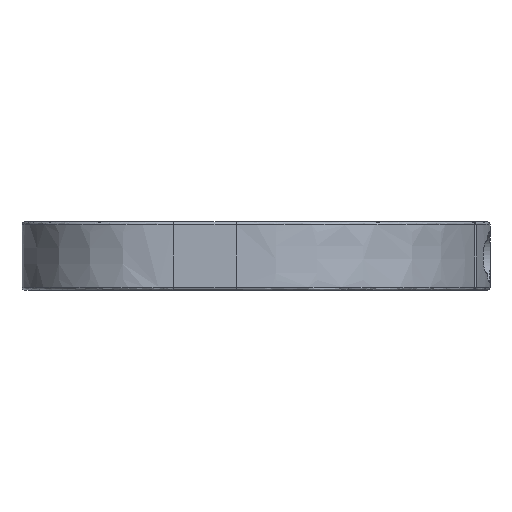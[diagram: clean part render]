
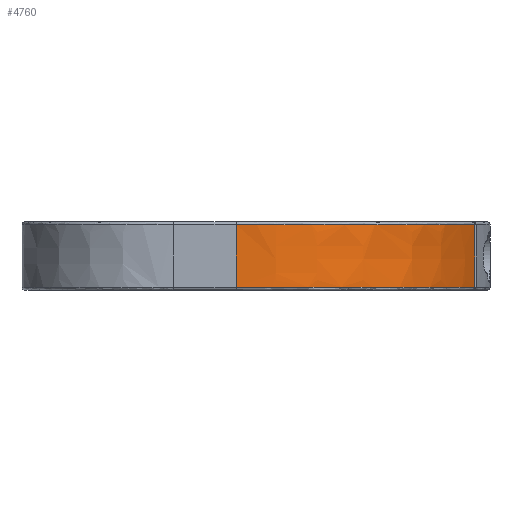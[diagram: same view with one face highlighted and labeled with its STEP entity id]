
A CAD part, left-side view. The second image highlights one B-rep face of the part: STEP entity #4760.
In plain terms, the highlighted face is a extrusion surface.
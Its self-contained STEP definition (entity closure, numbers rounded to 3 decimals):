
#371=CARTESIAN_POINT('',(-33.48,-0.97,-6.22));
#372=CARTESIAN_POINT('',(-33.48,-2.228,-6.22));
#373=CARTESIAN_POINT('',(-33.249,-4.862,
-6.22));
#374=CARTESIAN_POINT('',(-32.099,-9.007,
-6.22));
#375=CARTESIAN_POINT('',(-29.729,-13.562,
-6.22));
#376=CARTESIAN_POINT('',(-26.09,-17.68,
-6.22));
#377=CARTESIAN_POINT('',(-21.128,-20.81,
-6.22));
#378=CARTESIAN_POINT('',(-16.752,-22.509,
-6.22));
#379=CARTESIAN_POINT('',(-13.842,-23.427,
-6.22));
#380=CARTESIAN_POINT('',(-12.9,-23.696,
-6.22));
#456=DIRECTION('',(0.,0.,1.));
#457=VECTOR('',#456,5.92);
#458=CARTESIAN_POINT('',(-12.9,-23.696,
-6.22));
#459=LINE('',#458,#457);
#480=CARTESIAN_POINT('',(-12.9,-23.696,
-0.3));
#481=CARTESIAN_POINT('',(-13.842,-23.427,
-0.3));
#482=CARTESIAN_POINT('',(-16.752,-22.509,
-0.3));
#483=CARTESIAN_POINT('',(-21.128,-20.81,
-0.3));
#484=CARTESIAN_POINT('',(-26.09,-17.68,
-0.3));
#485=CARTESIAN_POINT('',(-29.729,-13.562,
-0.3));
#486=CARTESIAN_POINT('',(-32.099,-9.007,
-0.3));
#487=CARTESIAN_POINT('',(-33.249,-4.862,
-0.3));
#488=CARTESIAN_POINT('',(-33.48,-2.228,-0.3));
#489=CARTESIAN_POINT('',(-33.48,-0.97,-0.3));
#1799=DIRECTION('',(0.,0.,1.));
#1800=VECTOR('',#1799,5.92);
#1801=CARTESIAN_POINT('',(-33.48,-0.97,-6.22));
#1802=LINE('',#1801,#1800);
#3514=CARTESIAN_POINT('',(-12.9,-23.696,
-6.22));
#3515=CARTESIAN_POINT('',(-12.9,-23.696,
-0.3));
#3516=VERTEX_POINT('',#3514);
#3517=VERTEX_POINT('',#3515);
#3876=CARTESIAN_POINT('',(-33.48,-0.97,-0.3));
#3877=VERTEX_POINT('',#3876);
#3884=CARTESIAN_POINT('',(-33.48,-0.97,-6.22));
#3886=VERTEX_POINT('',#3884);
#4735=CARTESIAN_POINT('',(-33.476,-0.542,-6.52));
#4736=CARTESIAN_POINT('',(-33.479,-0.685,-6.52));
#4737=CARTESIAN_POINT('',(-33.493,-2.085,-6.52));
#4738=CARTESIAN_POINT('',(-33.249,-4.862,-6.52));
#4739=CARTESIAN_POINT('',(-32.099,-9.007,-6.52));
#4740=CARTESIAN_POINT('',(-29.729,-13.562,-6.52));
#4741=CARTESIAN_POINT('',(-26.09,-17.68,-6.52));
#4742=CARTESIAN_POINT('',(-21.128,-20.81,-6.52));
#4743=CARTESIAN_POINT('',(-13.798,-23.656,-6.52));
#4744=CARTESIAN_POINT('',(-7.457,-25.205,-6.52));
#4745=CARTESIAN_POINT('',(-3.215,-25.169,-6.52));
#4746=CARTESIAN_POINT('',(-3.072,-25.166,-6.52));
#4748=DIRECTION('',(0.,0.,-1.));
#4749=VECTOR('',#4748,1.);
#4750=SURFACE_OF_LINEAR_EXTRUSION('',#4747,#4749);
#4752=ORIENTED_EDGE('',*,*,#4751,.F.);
#4753=ORIENTED_EDGE('',*,*,#4711,.F.);
#4755=ORIENTED_EDGE('',*,*,#4754,.T.);
#4757=ORIENTED_EDGE('',*,*,#4756,.F.);
#4758=EDGE_LOOP('',(#4752,#4753,#4755,#4757));
#4759=FACE_OUTER_BOUND('',#4758,.F.);
#4760=ADVANCED_FACE('',(#4759),#4750,.F.);
#381=B_SPLINE_CURVE_WITH_KNOTS('',3,(#371,#372,#373,#374,#375,#376,#377,#378,
#379,#380),.UNSPECIFIED.,.F.,.F.,(4,1,1,1,1,1,1,4),(0.,0.114,
0.238,0.387,0.575,0.727,
0.912,1.),.UNSPECIFIED.);
#490=B_SPLINE_CURVE_WITH_KNOTS('',3,(#480,#481,#482,#483,#484,#485,#486,#487,
#488,#489),.UNSPECIFIED.,.F.,.F.,(4,1,1,1,1,1,1,4),(0.,0.088,
0.273,0.425,0.613,0.762,
0.886,1.),.UNSPECIFIED.);
#4711=EDGE_CURVE('',#3886,#3516,#381,.T.);
#4747=B_SPLINE_CURVE_WITH_KNOTS('',3,(#4735,#4736,#4737,#4738,#4739,#4740,#4741,
#4742,#4743,#4744,#4745,#4746),.UNSPECIFIED.,.F.,.F.,(4,1,1,1,1,1,1,1,1,4),
(0.,0.01,0.097,0.191,0.304,
0.448,0.564,0.705,0.99,1.),
.UNSPECIFIED.);
#4751=EDGE_CURVE('',#3516,#3517,#459,.T.);
#4754=EDGE_CURVE('',#3886,#3877,#1802,.T.);
#4756=EDGE_CURVE('',#3517,#3877,#490,.T.);
